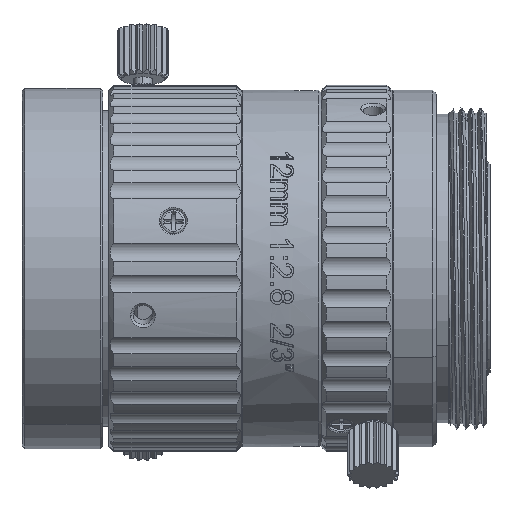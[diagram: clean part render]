
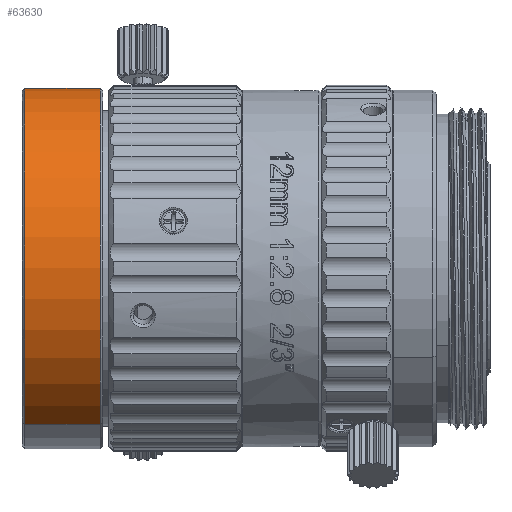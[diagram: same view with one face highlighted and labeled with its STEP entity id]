
A CAD part, top view. The second image highlights one B-rep face of the part: STEP entity #63630.
In plain terms, the highlighted cylindrical face has radius 14.25 mm (diameter 28.5 mm), a partial arc.
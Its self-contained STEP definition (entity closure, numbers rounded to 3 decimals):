
#63552 = EDGE_CURVE('',#63553,#63555,#63557,.T.);
#63553 = VERTEX_POINT('',#63554);
#63554 = CARTESIAN_POINT('',(-19.592,14.25,0.));
#63555 = VERTEX_POINT('',#63556);
#63556 = CARTESIAN_POINT('',(-19.592,-14.25,0.));
#63557 = CIRCLE('',#63558,14.25);
#63558 = AXIS2_PLACEMENT_3D('',#63559,#63560,#63561);
#63559 = CARTESIAN_POINT('',(-19.592,0.,0.));
#63560 = DIRECTION('',(-1.,0.,0.));
#63561 = DIRECTION('',(0.,1.,0.));
#63603 = EDGE_CURVE('',#63553,#63604,#63606,.T.);
#63604 = VERTEX_POINT('',#63605);
#63605 = CARTESIAN_POINT('',(-25.592,14.25,0.));
#63606 = LINE('',#63607,#63608);
#63607 = CARTESIAN_POINT('',(-19.592,14.25,0.));
#63608 = VECTOR('',#63609,1.);
#63609 = DIRECTION('',(-1.,0.,0.));
#63612 = VERTEX_POINT('',#63613);
#63613 = CARTESIAN_POINT('',(-25.592,-14.25,0.));
#63620 = EDGE_CURVE('',#63555,#63612,#63621,.T.);
#63621 = LINE('',#63622,#63623);
#63622 = CARTESIAN_POINT('',(-19.592,-14.25,0.));
#63623 = VECTOR('',#63624,1.);
#63624 = DIRECTION('',(-1.,0.,0.));
#63630 = ADVANCED_FACE('',(#63631),#63643,.T.);
#63631 = FACE_BOUND('',#63632,.T.);
#63632 = EDGE_LOOP('',(#63633,#63640,#63641,#63642));
#63633 = ORIENTED_EDGE('',*,*,#63634,.T.);
#63634 = EDGE_CURVE('',#63612,#63604,#63635,.T.);
#63635 = CIRCLE('',#63636,14.25);
#63636 = AXIS2_PLACEMENT_3D('',#63637,#63638,#63639);
#63637 = CARTESIAN_POINT('',(-25.592,0.,0.));
#63638 = DIRECTION('',(1.,0.,0.));
#63639 = DIRECTION('',(0.,-1.,0.));
#63640 = ORIENTED_EDGE('',*,*,#63603,.F.);
#63641 = ORIENTED_EDGE('',*,*,#63552,.T.);
#63642 = ORIENTED_EDGE('',*,*,#63620,.T.);
#63643 = CYLINDRICAL_SURFACE('',#63644,14.25);
#63644 = AXIS2_PLACEMENT_3D('',#63645,#63646,#63647);
#63645 = CARTESIAN_POINT('',(-26.992,0.,0.));
#63646 = DIRECTION('',(1.,0.,0.));
#63647 = DIRECTION('',(0.,-1.,0.));
